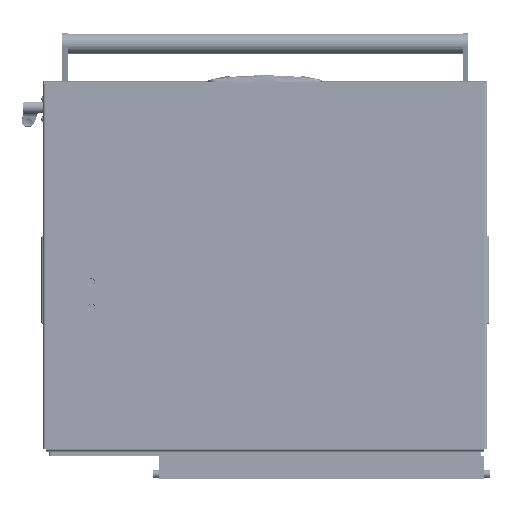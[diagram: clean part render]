
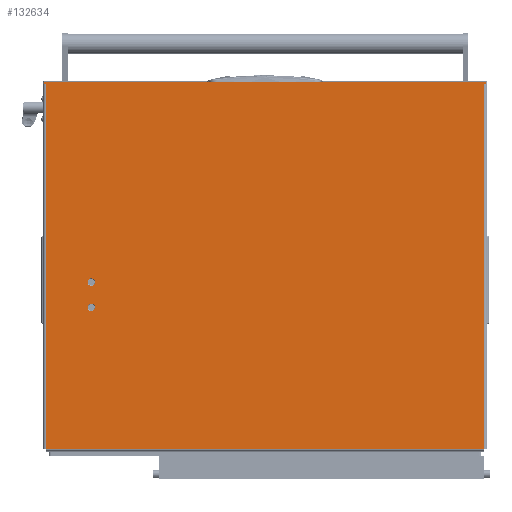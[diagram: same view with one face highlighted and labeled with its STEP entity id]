
A CAD part, front view. The second image highlights one B-rep face of the part: STEP entity #132634.
In plain terms, the highlighted face is planar.
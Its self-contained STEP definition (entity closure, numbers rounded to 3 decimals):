
#2268 = VERTEX_POINT ( 'NONE', #48752 ) ;
#2275 = CARTESIAN_POINT ( 'NONE',  ( 0., 610., 0. ) ) ;
#5311 = CARTESIAN_POINT ( 'NONE',  ( 275., 545., 0. ) ) ;
#5569 = DIRECTION ( 'NONE',  ( -1., 0., 0. ) ) ;
#7322 = ORIENTED_EDGE ( 'NONE', *, *, #39156, .F. ) ;
#10130 = VECTOR ( 'NONE', #72458, 1000. ) ;
#12249 = DIRECTION ( 'NONE',  ( 1., 0., 0. ) ) ;
#12442 = EDGE_CURVE ( 'NONE', #110499, #51986, #110583, .T. ) ;
#12704 = VECTOR ( 'NONE', #128124, 1000. ) ;
#14900 = ORIENTED_EDGE ( 'NONE', *, *, #69148, .F. ) ;
#17273 = CIRCLE ( 'NONE', #107851, 5.2 ) ;
#17779 = CARTESIAN_POINT ( 'NONE',  ( 269.8, 545., 0. ) ) ;
#18981 = VERTEX_POINT ( 'NONE', #17779 ) ;
#23351 = EDGE_CURVE ( 'NONE', #18981, #64845, #17273, .T. ) ;
#25316 = VECTOR ( 'NONE', #34594, 1000. ) ;
#28869 = LINE ( 'NONE', #124739, #113245 ) ;
#28877 = EDGE_CURVE ( 'NONE', #64887, #89833, #28869, .T. ) ;
#29919 = DIRECTION ( 'NONE',  ( 0., -1., 0. ) ) ;
#31196 = PLANE ( 'NONE',  #114865 ) ;
#32681 = VERTEX_POINT ( 'NONE', #102657 ) ;
#32983 = EDGE_CURVE ( 'NONE', #77489, #63914, #68316, .T. ) ;
#33879 = EDGE_CURVE ( 'NONE', #99835, #89833, #122131, .T. ) ;
#34548 = ORIENTED_EDGE ( 'NONE', *, *, #23351, .F. ) ;
#34594 = DIRECTION ( 'NONE',  ( 0., 1., 0. ) ) ;
#37081 = CARTESIAN_POINT ( 'NONE',  ( -2., -2., 0. ) ) ;
#38329 = CARTESIAN_POINT ( 'NONE',  ( 0., 608., 0. ) ) ;
#39156 = EDGE_CURVE ( 'NONE', #32681, #75409, #118737, .T. ) ;
#39474 = DIRECTION ( 'NONE',  ( 0., 1., 0. ) ) ;
#40062 = DIRECTION ( 'NONE',  ( 0., 0., -1. ) ) ;
#40268 = ORIENTED_EDGE ( 'NONE', *, *, #70825, .F. ) ;
#40441 = ORIENTED_EDGE ( 'NONE', *, *, #109999, .F. ) ;
#40783 = VECTOR ( 'NONE', #96460, 1000. ) ;
#43545 = ORIENTED_EDGE ( 'NONE', *, *, #95597, .T. ) ;
#45610 = LINE ( 'NONE', #105052, #10130 ) ;
#47139 = CARTESIAN_POINT ( 'NONE',  ( 310., 545., 0. ) ) ;
#47799 = CARTESIAN_POINT ( 'NONE',  ( 0., 610., 0. ) ) ;
#48752 = CARTESIAN_POINT ( 'NONE',  ( 0., 0., 0. ) ) ;
#49723 = DIRECTION ( 'NONE',  ( 0., 0., -1. ) ) ;
#51493 = EDGE_CURVE ( 'NONE', #75409, #32681, #71958, .T. ) ;
#51986 = VERTEX_POINT ( 'NONE', #37081 ) ;
#54716 = LINE ( 'NONE', #126332, #86806 ) ;
#58234 = CARTESIAN_POINT ( 'NONE',  ( 280.2, 545., 0. ) ) ;
#60621 = CARTESIAN_POINT ( 'NONE',  ( 506., 608., 0. ) ) ;
#61015 = DIRECTION ( 'NONE',  ( 0., 1., 0. ) ) ;
#61476 = CIRCLE ( 'NONE', #69380, 5.2 ) ;
#62960 = VECTOR ( 'NONE', #12249, 1000. ) ;
#63914 = VERTEX_POINT ( 'NONE', #95336 ) ;
#64845 = VERTEX_POINT ( 'NONE', #58234 ) ;
#64887 = VERTEX_POINT ( 'NONE', #38329 ) ;
#65142 = CARTESIAN_POINT ( 'NONE',  ( 304.8, 545., 0. ) ) ;
#67926 = ORIENTED_EDGE ( 'NONE', *, *, #32983, .T. ) ;
#68316 = LINE ( 'NONE', #60621, #75114 ) ;
#69148 = EDGE_CURVE ( 'NONE', #110499, #2268, #54716, .T. ) ;
#69380 = AXIS2_PLACEMENT_3D ( 'NONE', #72160, #72620, #125989 ) ;
#70825 = EDGE_CURVE ( 'NONE', #2268, #63914, #45610, .T. ) ;
#71682 = AXIS2_PLACEMENT_3D ( 'NONE', #47139, #40062, #5569 ) ;
#71892 = CARTESIAN_POINT ( 'NONE',  ( -2., 610., 0. ) ) ;
#71958 = CIRCLE ( 'NONE', #71682, 5.2 ) ;
#72160 = CARTESIAN_POINT ( 'NONE',  ( 275., 545., 0. ) ) ;
#72431 = EDGE_LOOP ( 'NONE', ( #34548, #93118 ) ) ;
#72458 = DIRECTION ( 'NONE',  ( 1., 0., 0. ) ) ;
#72620 = DIRECTION ( 'NONE',  ( 0., 0., -1. ) ) ;
#75064 = CARTESIAN_POINT ( 'NONE',  ( 0., 608., 0. ) ) ;
#75114 = VECTOR ( 'NONE', #29919, 1000. ) ;
#75409 = VERTEX_POINT ( 'NONE', #65142 ) ;
#77489 = VERTEX_POINT ( 'NONE', #127783 ) ;
#79010 = FACE_OUTER_BOUND ( 'NONE', #97181, .T. ) ;
#79364 = LINE ( 'NONE', #88444, #25316 ) ;
#79562 = ORIENTED_EDGE ( 'NONE', *, *, #33879, .T. ) ;
#83549 = CARTESIAN_POINT ( 'NONE',  ( 0., -2., 0. ) ) ;
#84638 = CARTESIAN_POINT ( 'NONE',  ( 0., 608., 0. ) ) ;
#86806 = VECTOR ( 'NONE', #39474, 1000. ) ;
#88444 = CARTESIAN_POINT ( 'NONE',  ( -2., -4., 0. ) ) ;
#89833 = VERTEX_POINT ( 'NONE', #47799 ) ;
#93118 = ORIENTED_EDGE ( 'NONE', *, *, #123163, .F. ) ;
#94240 = FACE_BOUND ( 'NONE', #128775, .T. ) ;
#95336 = CARTESIAN_POINT ( 'NONE',  ( 506., 0., 0. ) ) ;
#95597 = EDGE_CURVE ( 'NONE', #51986, #99835, #79364, .T. ) ;
#96460 = DIRECTION ( 'NONE',  ( -1., 0., 0. ) ) ;
#97181 = EDGE_LOOP ( 'NONE', ( #14900, #129579, #43545, #79562, #113543, #40441, #67926, #40268 ) ) ;
#99835 = VERTEX_POINT ( 'NONE', #71892 ) ;
#102657 = CARTESIAN_POINT ( 'NONE',  ( 315.2, 545., 0. ) ) ;
#105052 = CARTESIAN_POINT ( 'NONE',  ( 0., 0., 0. ) ) ;
#106680 = DIRECTION ( 'NONE',  ( -1., 0., 0. ) ) ;
#107325 = DIRECTION ( 'NONE',  ( -1., 0., 0. ) ) ;
#107851 = AXIS2_PLACEMENT_3D ( 'NONE', #5311, #49723, #113406 ) ;
#109999 = EDGE_CURVE ( 'NONE', #77489, #64887, #128656, .T. ) ;
#110499 = VERTEX_POINT ( 'NONE', #83549 ) ;
#110583 = LINE ( 'NONE', #117299, #12704 ) ;
#113245 = VECTOR ( 'NONE', #61015, 1000. ) ;
#113406 = DIRECTION ( 'NONE',  ( -1., 0., 0. ) ) ;
#113543 = ORIENTED_EDGE ( 'NONE', *, *, #28877, .F. ) ;
#114865 = AXIS2_PLACEMENT_3D ( 'NONE', #75064, #118944, #106680 ) ;
#117299 = CARTESIAN_POINT ( 'NONE',  ( 0., -2., 0. ) ) ;
#118737 = CIRCLE ( 'NONE', #136038, 5.2 ) ;
#118944 = DIRECTION ( 'NONE',  ( 0., 0., -1. ) ) ;
#119140 = DIRECTION ( 'NONE',  ( 0., 0., -1. ) ) ;
#122131 = LINE ( 'NONE', #2275, #62960 ) ;
#123163 = EDGE_CURVE ( 'NONE', #64845, #18981, #61476, .T. ) ;
#124739 = CARTESIAN_POINT ( 'NONE',  ( 0., -4., 0. ) ) ;
#125989 = DIRECTION ( 'NONE',  ( -1., 0., 0. ) ) ;
#126307 = FACE_BOUND ( 'NONE', #72431, .T. ) ;
#126332 = CARTESIAN_POINT ( 'NONE',  ( 0., -4., 0. ) ) ;
#127783 = CARTESIAN_POINT ( 'NONE',  ( 506., 608., 0. ) ) ;
#128124 = DIRECTION ( 'NONE',  ( -1., 0., 0. ) ) ;
#128656 = LINE ( 'NONE', #84638, #40783 ) ;
#128775 = EDGE_LOOP ( 'NONE', ( #132956, #7322 ) ) ;
#129579 = ORIENTED_EDGE ( 'NONE', *, *, #12442, .T. ) ;
#132634 = ADVANCED_FACE ( 'NONE', ( #126307, #94240, #79010 ), #31196, .T. ) ;
#132956 = ORIENTED_EDGE ( 'NONE', *, *, #51493, .F. ) ;
#136038 = AXIS2_PLACEMENT_3D ( 'NONE', #139014, #119140, #107325 ) ;
#139014 = CARTESIAN_POINT ( 'NONE',  ( 310., 545., 0. ) ) ;
